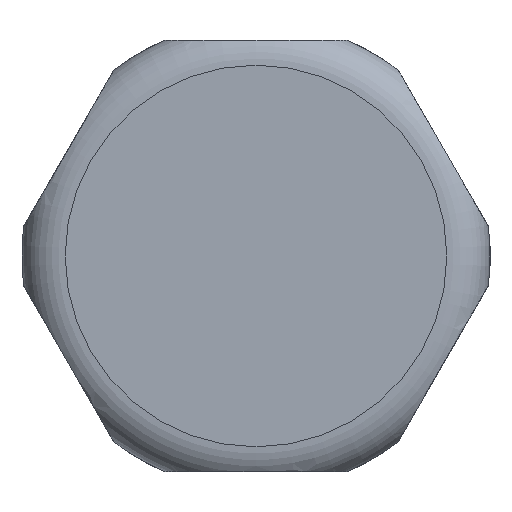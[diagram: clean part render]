
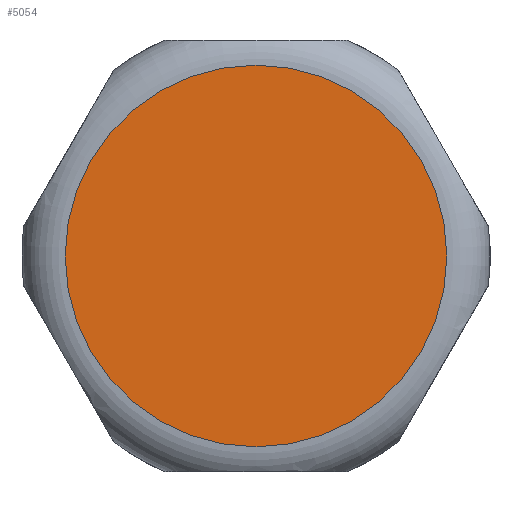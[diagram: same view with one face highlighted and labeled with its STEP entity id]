
A CAD part, left-side view. The second image highlights one B-rep face of the part: STEP entity #5054.
In plain terms, the highlighted planar face has unit normal (-1, 0, 0).
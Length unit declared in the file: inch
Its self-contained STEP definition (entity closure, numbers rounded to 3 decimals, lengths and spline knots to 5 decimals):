
#382=PLANE('',#5479);
#1263=FACE_OUTER_BOUND('',#1541,.T.);
#1541=EDGE_LOOP('',(#4360,#4361));
#1779=CIRCLE('',#5480,0.52165);
#1780=CIRCLE('',#5481,0.52165);
#2279=VERTEX_POINT('',#9344);
#2280=VERTEX_POINT('',#9345);
#2985=EDGE_CURVE('',#2279,#2280,#1779,.T.);
#2986=EDGE_CURVE('',#2280,#2279,#1780,.T.);
#4360=ORIENTED_EDGE('',*,*,#2985,.T.);
#4361=ORIENTED_EDGE('',*,*,#2986,.T.);
#5054=ADVANCED_FACE('',(#1263),#382,.T.);
#5479=AXIS2_PLACEMENT_3D('',#9343,#6591,#6592);
#5480=AXIS2_PLACEMENT_3D('',#9346,#6593,#6594);
#5481=AXIS2_PLACEMENT_3D('',#9347,#6595,#6596);
#6591=DIRECTION('center_axis',(-1.,0.,0.));
#6592=DIRECTION('ref_axis',(0.,0.,
-1.));
#6593=DIRECTION('center_axis',(-1.,0.,0.));
#6594=DIRECTION('ref_axis',(0.,0.,
-1.));
#6595=DIRECTION('center_axis',(-1.,0.,0.));
#6596=DIRECTION('ref_axis',(0.,0.,
-1.));
#9343=CARTESIAN_POINT('Origin',(-1.88898,-0.36614,0.));
#9344=CARTESIAN_POINT('',(-1.88898,-0.52165,0.));
#9345=CARTESIAN_POINT('',(-1.88898,0.,0.52165));
#9346=CARTESIAN_POINT('Origin',(-1.88898,0.,
0.));
#9347=CARTESIAN_POINT('Origin',(-1.88898,0.,
0.));
